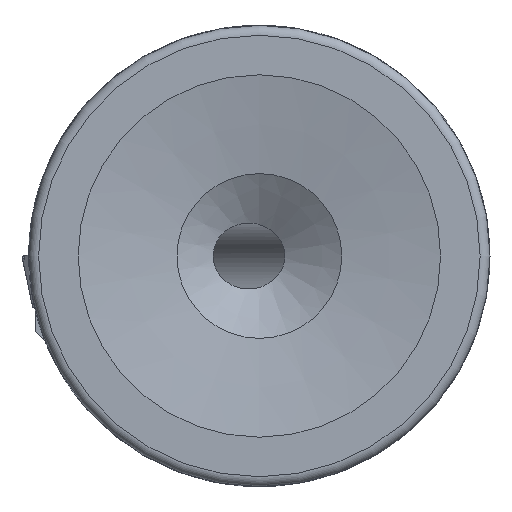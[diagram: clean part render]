
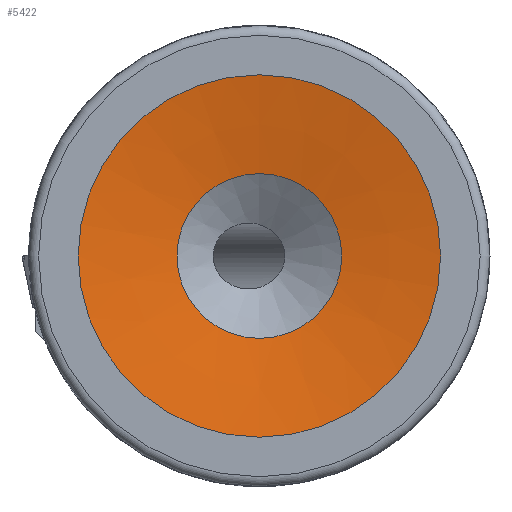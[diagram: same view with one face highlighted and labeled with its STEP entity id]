
A CAD part, left-side view. The second image highlights one B-rep face of the part: STEP entity #5422.
In plain terms, the highlighted conical face has half-angle 80 degrees and reference radius 5.5 mm.
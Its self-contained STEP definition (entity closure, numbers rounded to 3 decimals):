
#414 = CARTESIAN_POINT ( 'NONE',  ( -26.971, 0., 0. ) ) ;
#714 = DIRECTION ( 'NONE',  ( 0., 0., 1. ) ) ;
#1329 = EDGE_LOOP ( 'NONE', ( #18686 ) ) ;
#4002 = EDGE_CURVE ( 'NONE', #17870, #17870, #9852, .T. ) ;
#5141 = AXIS2_PLACEMENT_3D ( 'NONE', #414, #5311, #16841 ) ;
#5311 = DIRECTION ( 'NONE',  ( -1., 0., 0. ) ) ;
#5422 = ADVANCED_FACE ( 'NONE', ( #13651, #19854 ), #17252, .F. ) ;
#8450 = DIRECTION ( 'NONE',  ( 0., 0., 1. ) ) ;
#9852 = CIRCLE ( 'NONE', #18745, 5.5 ) ;
#10347 = AXIS2_PLACEMENT_3D ( 'NONE', #13678, #16864, #714 ) ;
#13148 = CARTESIAN_POINT ( 'NONE',  ( -27.5, 0., 5.5 ) ) ;
#13651 = FACE_BOUND ( 'NONE', #1329, .T. ) ;
#13678 = CARTESIAN_POINT ( 'NONE',  ( -27.5, 0., 0. ) ) ;
#15692 = EDGE_LOOP ( 'NONE', ( #19002 ) ) ;
#16475 = DIRECTION ( 'NONE',  ( -1., 0., 0. ) ) ;
#16814 = VERTEX_POINT ( 'NONE', #18759 ) ;
#16841 = DIRECTION ( 'NONE',  ( 0., 0., 1. ) ) ;
#16864 = DIRECTION ( 'NONE',  ( -1., 0., 0. ) ) ;
#17252 = CONICAL_SURFACE ( 'NONE', #10347, 5.5, 1.396 ) ;
#17357 = CIRCLE ( 'NONE', #5141, 2.5 ) ;
#17870 = VERTEX_POINT ( 'NONE', #13148 ) ;
#18344 = CARTESIAN_POINT ( 'NONE',  ( -27.5, 0., 0. ) ) ;
#18686 = ORIENTED_EDGE ( 'NONE', *, *, #21078, .F. ) ;
#18745 = AXIS2_PLACEMENT_3D ( 'NONE', #18344, #16475, #8450 ) ;
#18759 = CARTESIAN_POINT ( 'NONE',  ( -26.971, 0., 2.5 ) ) ;
#19002 = ORIENTED_EDGE ( 'NONE', *, *, #4002, .T. ) ;
#19854 = FACE_OUTER_BOUND ( 'NONE', #15692, .T. ) ;
#21078 = EDGE_CURVE ( 'NONE', #16814, #16814, #17357, .T. ) ;
